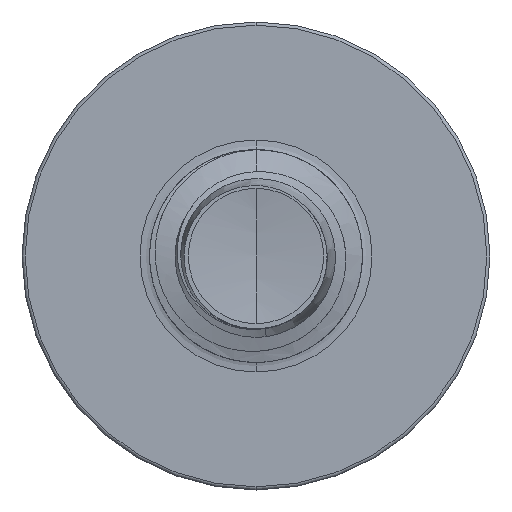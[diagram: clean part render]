
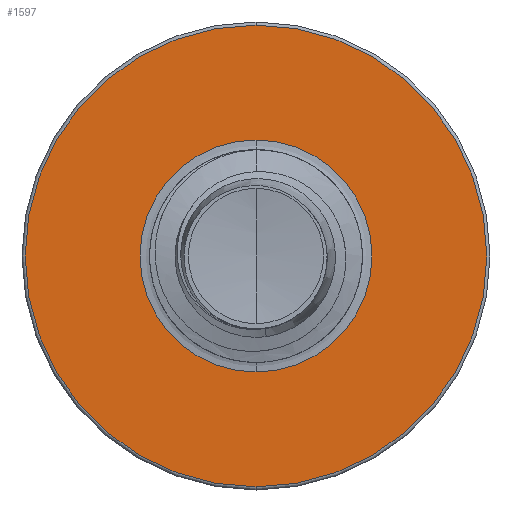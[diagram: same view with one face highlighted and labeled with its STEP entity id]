
A CAD part, front view. The second image highlights one B-rep face of the part: STEP entity #1597.
In plain terms, the highlighted planar face has unit normal (0, -1, 0).
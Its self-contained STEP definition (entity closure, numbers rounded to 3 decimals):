
#1140 = EDGE_CURVE ( 'NONE', #20853, #22472, #17768, .T. ) ;
#1597 = ADVANCED_FACE ( 'NONE', ( #21308, #12112 ), #10491, .F. ) ;
#1850 = EDGE_LOOP ( 'NONE', ( #7836, #19314 ) ) ;
#3029 = EDGE_CURVE ( 'NONE', #16899, #13651, #6593, .T. ) ;
#4944 = DIRECTION ( 'NONE',  ( 0., 0., 1. ) ) ;
#4999 = DIRECTION ( 'NONE',  ( 0., 1., 0. ) ) ;
#5094 = EDGE_CURVE ( 'NONE', #22472, #20853, #10281, .T. ) ;
#5355 = CARTESIAN_POINT ( 'NONE',  ( 0., 7., 0. ) ) ;
#6139 = AXIS2_PLACEMENT_3D ( 'NONE', #22400, #20197, #22431 ) ;
#6593 = CIRCLE ( 'NONE', #17396, 1.363 ) ;
#7836 = ORIENTED_EDGE ( 'NONE', *, *, #5094, .F. ) ;
#8399 = DIRECTION ( 'NONE',  ( 0., 1., 0. ) ) ;
#9809 = DIRECTION ( 'NONE',  ( 0., 0., 1. ) ) ;
#9831 = DIRECTION ( 'NONE',  ( 0., 1., 0. ) ) ;
#9913 = CARTESIAN_POINT ( 'NONE',  ( 0., 7., -1.363 ) ) ;
#9951 = AXIS2_PLACEMENT_3D ( 'NONE', #12677, #12662, #12657 ) ;
#10281 = CIRCLE ( 'NONE', #6139, 2.713 ) ;
#10491 = PLANE ( 'NONE',  #23314 ) ;
#11530 = ORIENTED_EDGE ( 'NONE', *, *, #11532, .T. ) ;
#11532 = EDGE_CURVE ( 'NONE', #13651, #16899, #15384, .T. ) ;
#11537 = CARTESIAN_POINT ( 'NONE',  ( 0., 7., 2.713 ) ) ;
#12112 = FACE_BOUND ( 'NONE', #18698, .T. ) ;
#12657 = DIRECTION ( 'NONE',  ( 0., 0., 1. ) ) ;
#12662 = DIRECTION ( 'NONE',  ( 0., 1., 0. ) ) ;
#12677 = CARTESIAN_POINT ( 'NONE',  ( 0., 7., 0. ) ) ;
#13596 = AXIS2_PLACEMENT_3D ( 'NONE', #18917, #8399, #20456 ) ;
#13651 = VERTEX_POINT ( 'NONE', #21828 ) ;
#14421 = ORIENTED_EDGE ( 'NONE', *, *, #3029, .T. ) ;
#15384 = CIRCLE ( 'NONE', #13596, 1.363 ) ;
#16899 = VERTEX_POINT ( 'NONE', #22541 ) ;
#17396 = AXIS2_PLACEMENT_3D ( 'NONE', #5355, #4999, #4944 ) ;
#17479 = CARTESIAN_POINT ( 'NONE',  ( 0., 7., -2.712 ) ) ;
#17768 = CIRCLE ( 'NONE', #9951, 2.713 ) ;
#18698 = EDGE_LOOP ( 'NONE', ( #14421, #11530 ) ) ;
#18917 = CARTESIAN_POINT ( 'NONE',  ( 0., 7., 0. ) ) ;
#19314 = ORIENTED_EDGE ( 'NONE', *, *, #1140, .F. ) ;
#20197 = DIRECTION ( 'NONE',  ( 0., 1., 0. ) ) ;
#20456 = DIRECTION ( 'NONE',  ( 0., 0., 1. ) ) ;
#20853 = VERTEX_POINT ( 'NONE', #17479 ) ;
#21308 = FACE_OUTER_BOUND ( 'NONE', #1850, .T. ) ;
#21828 = CARTESIAN_POINT ( 'NONE',  ( 0., 7., -1.363 ) ) ;
#22400 = CARTESIAN_POINT ( 'NONE',  ( 0., 7., 0. ) ) ;
#22431 = DIRECTION ( 'NONE',  ( 0., 0., 1. ) ) ;
#22472 = VERTEX_POINT ( 'NONE', #11537 ) ;
#22541 = CARTESIAN_POINT ( 'NONE',  ( 0., 7., 1.363 ) ) ;
#23314 = AXIS2_PLACEMENT_3D ( 'NONE', #9913, #9831, #9809 ) ;
